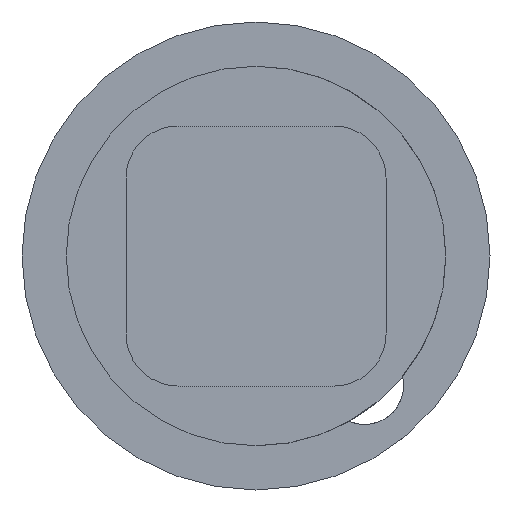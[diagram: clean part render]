
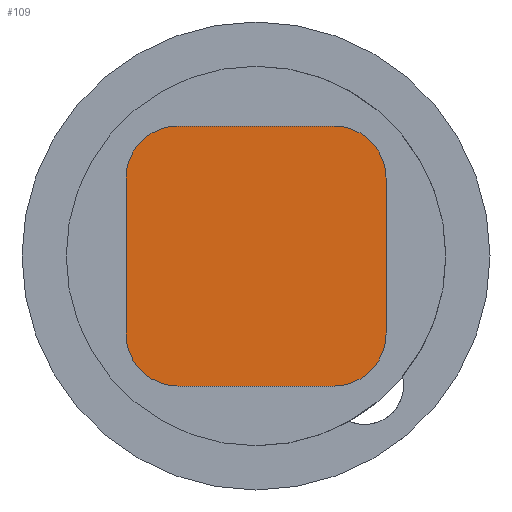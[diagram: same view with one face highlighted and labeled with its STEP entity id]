
A CAD part, left-side view. The second image highlights one B-rep face of the part: STEP entity #109.
In plain terms, the highlighted planar face has unit normal (-1, 0, 0).
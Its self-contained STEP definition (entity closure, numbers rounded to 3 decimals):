
#24 = EDGE_LOOP ( 'NONE', ( #659, #394, #52, #528, #813, #914, #641, #695 ) ) ;
#29 = AXIS2_PLACEMENT_3D ( 'NONE', #461, #770, #108 ) ;
#51 = FACE_OUTER_BOUND ( 'NONE', #24, .T. ) ;
#52 = ORIENTED_EDGE ( 'NONE', *, *, #253, .T. ) ;
#63 = CARTESIAN_POINT ( 'NONE',  ( -17.9, -5., 3. ) ) ;
#86 = DIRECTION ( 'NONE',  ( 0., 0., -1. ) ) ;
#108 = DIRECTION ( 'NONE',  ( 0., 0., -1. ) ) ;
#109 = ADVANCED_FACE ( 'NONE', ( #51 ), #574, .F. ) ;
#113 = DIRECTION ( 'NONE',  ( 0., 0., -1. ) ) ;
#117 = VECTOR ( 'NONE', #734, 1000. ) ;
#136 = VECTOR ( 'NONE', #938, 1000. ) ;
#147 = LINE ( 'NONE', #586, #117 ) ;
#167 = VERTEX_POINT ( 'NONE', #965 ) ;
#208 = EDGE_CURVE ( 'NONE', #242, #591, #306, .T. ) ;
#209 = CARTESIAN_POINT ( 'NONE',  ( -17.9, 5., 0. ) ) ;
#213 = CARTESIAN_POINT ( 'NONE',  ( -17.9, -3., 5. ) ) ;
#237 = CARTESIAN_POINT ( 'NONE',  ( -17.9, 3., -5. ) ) ;
#242 = VERTEX_POINT ( 'NONE', #891 ) ;
#248 = VERTEX_POINT ( 'NONE', #359 ) ;
#253 = EDGE_CURVE ( 'NONE', #591, #433, #729, .T. ) ;
#263 = AXIS2_PLACEMENT_3D ( 'NONE', #935, #552, #113 ) ;
#277 = CARTESIAN_POINT ( 'NONE',  ( -17.9, 0., -5. ) ) ;
#306 = CIRCLE ( 'NONE', #862, 2. ) ;
#329 = CARTESIAN_POINT ( 'NONE',  ( -17.9, 5., -3. ) ) ;
#351 = DIRECTION ( 'NONE',  ( 0., 0., -1. ) ) ;
#359 = CARTESIAN_POINT ( 'NONE',  ( -17.9, -5., -3. ) ) ;
#394 = ORIENTED_EDGE ( 'NONE', *, *, #208, .T. ) ;
#413 = AXIS2_PLACEMENT_3D ( 'NONE', #865, #643, #952 ) ;
#433 = VERTEX_POINT ( 'NONE', #329 ) ;
#438 = EDGE_CURVE ( 'NONE', #503, #478, #446, .T. ) ;
#443 = DIRECTION ( 'NONE',  ( 0., -1., 0. ) ) ;
#446 = CIRCLE ( 'NONE', #29, 2. ) ;
#449 = VECTOR ( 'NONE', #532, 1000. ) ;
#461 = CARTESIAN_POINT ( 'NONE',  ( -17.9, -3., 3. ) ) ;
#476 = EDGE_CURVE ( 'NONE', #242, #478, #793, .T. ) ;
#478 = VERTEX_POINT ( 'NONE', #213 ) ;
#491 = AXIS2_PLACEMENT_3D ( 'NONE', #576, #507, #351 ) ;
#503 = VERTEX_POINT ( 'NONE', #63 ) ;
#507 = DIRECTION ( 'NONE',  ( -1., 0., 0. ) ) ;
#528 = ORIENTED_EDGE ( 'NONE', *, *, #712, .T. ) ;
#532 = DIRECTION ( 'NONE',  ( 0., 0., -1. ) ) ;
#552 = DIRECTION ( 'NONE',  ( -1., 0., 0. ) ) ;
#556 = VECTOR ( 'NONE', #443, 1000. ) ;
#557 = EDGE_CURVE ( 'NONE', #503, #248, #147, .T. ) ;
#571 = CARTESIAN_POINT ( 'NONE',  ( -17.9, 5., 3. ) ) ;
#574 = PLANE ( 'NONE',  #413 ) ;
#576 = CARTESIAN_POINT ( 'NONE',  ( -17.9, 3., -3. ) ) ;
#586 = CARTESIAN_POINT ( 'NONE',  ( -17.9, -5., 0. ) ) ;
#591 = VERTEX_POINT ( 'NONE', #571 ) ;
#641 = ORIENTED_EDGE ( 'NONE', *, *, #557, .F. ) ;
#643 = DIRECTION ( 'NONE',  ( 1., 0., 0. ) ) ;
#644 = VERTEX_POINT ( 'NONE', #237 ) ;
#656 = CARTESIAN_POINT ( 'NONE',  ( -17.9, 0., 5. ) ) ;
#659 = ORIENTED_EDGE ( 'NONE', *, *, #476, .F. ) ;
#695 = ORIENTED_EDGE ( 'NONE', *, *, #438, .T. ) ;
#698 = EDGE_CURVE ( 'NONE', #644, #167, #718, .T. ) ;
#712 = EDGE_CURVE ( 'NONE', #433, #644, #910, .T. ) ;
#718 = LINE ( 'NONE', #277, #556 ) ;
#729 = LINE ( 'NONE', #209, #449 ) ;
#734 = DIRECTION ( 'NONE',  ( 0., 0., -1. ) ) ;
#770 = DIRECTION ( 'NONE',  ( -1., 0., 0. ) ) ;
#793 = LINE ( 'NONE', #656, #136 ) ;
#806 = CIRCLE ( 'NONE', #263, 2. ) ;
#813 = ORIENTED_EDGE ( 'NONE', *, *, #698, .T. ) ;
#862 = AXIS2_PLACEMENT_3D ( 'NONE', #875, #896, #86 ) ;
#865 = CARTESIAN_POINT ( 'NONE',  ( -17.9, 0., 0. ) ) ;
#875 = CARTESIAN_POINT ( 'NONE',  ( -17.9, 3., 3. ) ) ;
#891 = CARTESIAN_POINT ( 'NONE',  ( -17.9, 3., 5. ) ) ;
#896 = DIRECTION ( 'NONE',  ( -1., 0., 0. ) ) ;
#910 = CIRCLE ( 'NONE', #491, 2. ) ;
#914 = ORIENTED_EDGE ( 'NONE', *, *, #948, .T. ) ;
#935 = CARTESIAN_POINT ( 'NONE',  ( -17.9, -3., -3. ) ) ;
#938 = DIRECTION ( 'NONE',  ( 0., -1., 0. ) ) ;
#948 = EDGE_CURVE ( 'NONE', #167, #248, #806, .T. ) ;
#952 = DIRECTION ( 'NONE',  ( 0., 0., -1. ) ) ;
#965 = CARTESIAN_POINT ( 'NONE',  ( -17.9, -3., -5. ) ) ;
